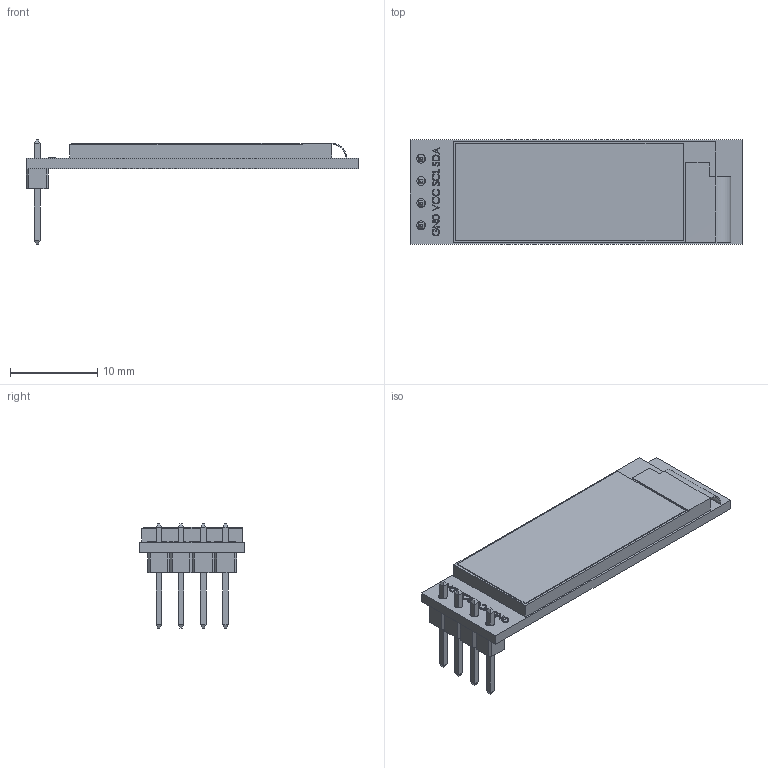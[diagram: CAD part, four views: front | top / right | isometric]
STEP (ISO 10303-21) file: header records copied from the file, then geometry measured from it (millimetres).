
FILE_DESCRIPTION(/* description */ (''),/* implementation_level */ '2;1');
FILE_NAME(/* name */ '128x32-OLED.step',/* time_stamp */ '2022-04-12T21:46:29+08:00',/* author */ (''),/* organization */ (''),/* preprocessor_version */ 'ST-DEVELOPER v18.1',/* originating_system */ 'Autodesk Translation Framework v10.14.0.1471',/* authorisation */ '');
FILE_SCHEMA (('AUTOMOTIVE_DESIGN { 1 0 10303 214 3 1 1 }'));
Length unit declared in the file: millimetre
Products named in the file (1): (未保存)
Bounding box: 38 x 12 x 11.94 mm (x, y, z)
Volume: 1202.5 mm3; surface area: 2133.5 mm2
Topology: 23 solids, 23 shells, 305 faces, 741 edges, 483 vertices
Faces by surface type: plane 215, bspline 80, cylinder 10
Full cylindrical faces by diameter (mm): 1 x4
Entity records: 13108 total; most frequent: CARTESIAN_POINT 6426, ORIENTED_EDGE 1482, DIRECTION 1054, EDGE_CURVE 741, LINE 560, VECTOR 560, VERTEX_POINT 483, EDGE_LOOP 320
